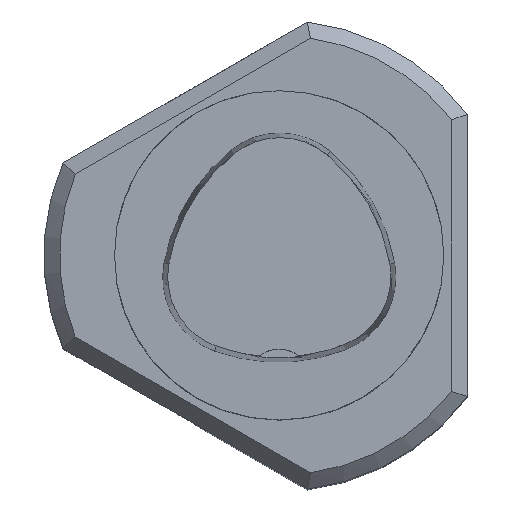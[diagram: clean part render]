
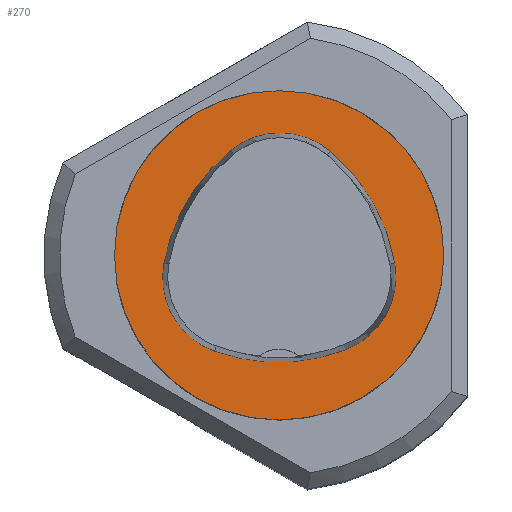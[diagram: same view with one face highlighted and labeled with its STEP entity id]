
A CAD part, top view. The second image highlights one B-rep face of the part: STEP entity #270.
In plain terms, the highlighted planar face has unit normal (0, 0, 1).
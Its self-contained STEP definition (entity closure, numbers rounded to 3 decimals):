
#270=ADVANCED_FACE('',(#440,#441),#330,.T.);
#330=PLANE('',#1856);
#440=FACE_BOUND('',#590,.T.);
#441=FACE_BOUND('',#591,.T.);
#590=EDGE_LOOP('',(#1131,#1132,#1133,#1134,#1135,#1136));
#591=EDGE_LOOP('',(#1137));
#1131=ORIENTED_EDGE('',*,*,#1512,.T.);
#1132=ORIENTED_EDGE('',*,*,#1492,.T.);
#1133=ORIENTED_EDGE('',*,*,#1496,.T.);
#1134=ORIENTED_EDGE('',*,*,#1499,.T.);
#1135=ORIENTED_EDGE('',*,*,#1502,.T.);
#1136=ORIENTED_EDGE('',*,*,#1510,.T.);
#1137=ORIENTED_EDGE('',*,*,#1483,.F.);
#1299=VERTEX_POINT('',#2808);
#1308=VERTEX_POINT('',#2827);
#1309=VERTEX_POINT('',#2828);
#1312=VERTEX_POINT('',#2836);
#1314=VERTEX_POINT('',#2842);
#1316=VERTEX_POINT('',#2848);
#1323=VERTEX_POINT('',#2869);
#1483=EDGE_CURVE('',#1299,#1299,#1597,.T.);
#1492=EDGE_CURVE('',#1308,#1309,#1598,.T.);
#1496=EDGE_CURVE('',#1309,#1312,#1600,.T.);
#1499=EDGE_CURVE('',#1312,#1314,#1602,.T.);
#1502=EDGE_CURVE('',#1314,#1316,#1604,.T.);
#1510=EDGE_CURVE('',#1316,#1323,#1608,.T.);
#1512=EDGE_CURVE('',#1323,#1308,#1610,.T.);
#1597=CIRCLE('',#1828,31.5);
#1598=CIRCLE('',#1834,36.);
#1600=CIRCLE('',#1837,15.);
#1602=CIRCLE('',#1840,36.);
#1604=CIRCLE('',#1843,15.);
#1608=CIRCLE('',#1848,36.);
#1610=CIRCLE('',#1851,15.);
#1828=AXIS2_PLACEMENT_3D('',#2807,#2277,#2278);
#1834=AXIS2_PLACEMENT_3D('',#2826,#2293,#2294);
#1837=AXIS2_PLACEMENT_3D('',#2835,#2301,#2302);
#1840=AXIS2_PLACEMENT_3D('',#2841,#2308,#2309);
#1843=AXIS2_PLACEMENT_3D('',#2847,#2315,#2316);
#1848=AXIS2_PLACEMENT_3D('',#2870,#2327,#2328);
#1851=AXIS2_PLACEMENT_3D('',#2873,#2333,#2334);
#1856=AXIS2_PLACEMENT_3D('',#2878,#2343,#2344);
#2277=DIRECTION('',(0.,0.,-1.));
#2278=DIRECTION('',(-1.,0.,0.));
#2293=DIRECTION('',(0.,0.,-1.));
#2294=DIRECTION('',(-1.,0.,0.));
#2301=DIRECTION('',(0.,0.,-1.));
#2302=DIRECTION('',(-1.,0.,0.));
#2308=DIRECTION('',(0.,0.,-1.));
#2309=DIRECTION('',(-1.,0.,0.));
#2315=DIRECTION('',(0.,0.,-1.));
#2316=DIRECTION('',(-1.,0.,0.));
#2327=DIRECTION('',(0.,0.,-1.));
#2328=DIRECTION('',(-1.,0.,0.));
#2333=DIRECTION('',(0.,0.,-1.));
#2334=DIRECTION('',(-1.,0.,0.));
#2343=DIRECTION('',(0.,0.,1.));
#2344=DIRECTION('',(-1.,0.,0.));
#2807=CARTESIAN_POINT('',(0.,0.,0.));
#2808=CARTESIAN_POINT('',(-31.5,0.,0.));
#2826=CARTESIAN_POINT('',(13.398,-7.893,0.));
#2827=CARTESIAN_POINT('',(-22.041,-1.562,0.));
#2828=CARTESIAN_POINT('',(-9.317,20.036,0.));
#2835=CARTESIAN_POINT('',(0.148,8.399,0.));
#2836=CARTESIAN_POINT('',(9.779,19.898,0.));
#2841=CARTESIAN_POINT('',(-13.337,-7.7,0.));
#2842=CARTESIAN_POINT('',(22.122,-1.48,0.));
#2847=CARTESIAN_POINT('',(7.347,-4.071,0.));
#2848=CARTESIAN_POINT('',(12.693,-18.087,0.));
#2869=CARTESIAN_POINT('',(-12.373,-18.307,0.));
#2870=CARTESIAN_POINT('',(-0.137,15.55,0.));
#2873=CARTESIAN_POINT('',(-7.275,-4.2,0.));
#2878=CARTESIAN_POINT('',(0.,0.,0.));
